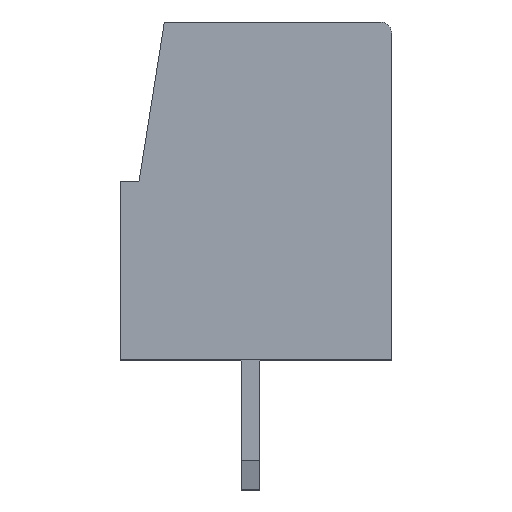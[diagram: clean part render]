
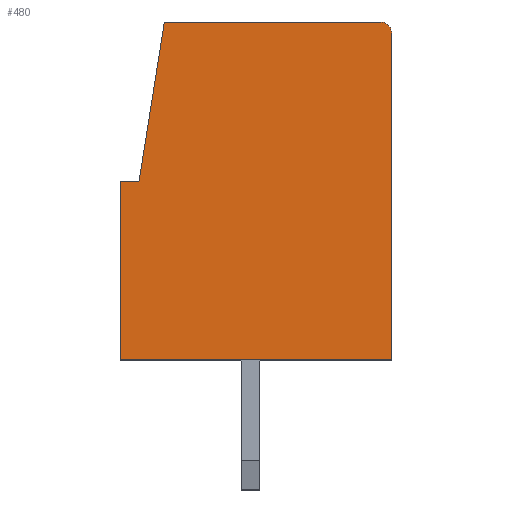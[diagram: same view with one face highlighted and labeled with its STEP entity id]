
A CAD part, left-side view. The second image highlights one B-rep face of the part: STEP entity #480.
In plain terms, the highlighted planar face has unit normal (-1, 0, 0).
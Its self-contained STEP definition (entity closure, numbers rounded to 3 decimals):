
#480 = ADVANCED_FACE( '', ( #1068 ), #1069, .F. );
#1068 = FACE_OUTER_BOUND( '', #1784, .T. );
#1069 = PLANE( '', #1785 );
#1784 = EDGE_LOOP( '', ( #3017, #3018, #3019, #3020, #3021, #3022, #3023 ) );
#1785 = AXIS2_PLACEMENT_3D( '', #3024, #3025, #3026 );
#3017 = ORIENTED_EDGE( '', *, *, #4744, .T. );
#3018 = ORIENTED_EDGE( '', *, *, #4770, .F. );
#3019 = ORIENTED_EDGE( '', *, *, #4807, .F. );
#3020 = ORIENTED_EDGE( '', *, *, #4612, .T. );
#3021 = ORIENTED_EDGE( '', *, *, #4808, .T. );
#3022 = ORIENTED_EDGE( '', *, *, #4594, .T. );
#3023 = ORIENTED_EDGE( '', *, *, #4809, .T. );
#3024 = CARTESIAN_POINT( '', ( -1.905, -11.88, 0. ) );
#3025 = DIRECTION( '', ( 1., 0., 0. ) );
#3026 = DIRECTION( '', ( 0., 0., 1. ) );
#4594 = EDGE_CURVE( '', #5605, #5606, #5607, .T. );
#4612 = EDGE_CURVE( '', #5637, #5638, #5639, .T. );
#4744 = EDGE_CURVE( '', #5849, #5847, #5850, .T. );
#4770 = EDGE_CURVE( '', #5888, #5847, #5890, .T. );
#4807 = EDGE_CURVE( '', #5637, #5888, #5941, .T. );
#4808 = EDGE_CURVE( '', #5638, #5605, #5942, .T. );
#4809 = EDGE_CURVE( '', #5606, #5849, #5943, .T. );
#5605 = VERTEX_POINT( '', #7030 );
#5606 = VERTEX_POINT( '', #7031 );
#5607 = LINE( '', #7032, #7033 );
#5637 = VERTEX_POINT( '', #7077 );
#5638 = VERTEX_POINT( '', #7078 );
#5639 = LINE( '', #7079, #7080 );
#5847 = VERTEX_POINT( '', #7377 );
#5849 = VERTEX_POINT( '', #7380 );
#5850 = LINE( '', #7381, #7382 );
#5888 = VERTEX_POINT( '', #7438 );
#5890 = CIRCLE( '', #7441, 0.3 );
#5941 = LINE( '', #7520, #7521 );
#5942 = LINE( '', #7522, #7523 );
#5943 = LINE( '', #7524, #7525 );
#7030 = CARTESIAN_POINT( '', ( -1.905, 0., 4.8 ) );
#7031 = CARTESIAN_POINT( '', ( -1.905, 0., 0. ) );
#7032 = CARTESIAN_POINT( '', ( -1.905, 0., 0. ) );
#7033 = VECTOR( '', #8478, 1000. );
#7077 = CARTESIAN_POINT( '', ( -1.905, -1.181, 9.1 ) );
#7078 = CARTESIAN_POINT( '', ( -1.905, -0.5, 4.8 ) );
#7079 = CARTESIAN_POINT( '', ( -1.905, 0.26, 0. ) );
#7080 = VECTOR( '', #8493, 1000. );
#7377 = CARTESIAN_POINT( '', ( -1.905, -7.3, 8.8 ) );
#7380 = CARTESIAN_POINT( '', ( -1.905, -7.3, 0. ) );
#7381 = CARTESIAN_POINT( '', ( -1.905, -7.3, 0. ) );
#7382 = VECTOR( '', #8626, 1000. );
#7438 = CARTESIAN_POINT( '', ( -1.905, -7., 9.1 ) );
#7441 = AXIS2_PLACEMENT_3D( '', #8646, #8647, #8648 );
#7520 = CARTESIAN_POINT( '', ( -1.905, -3.5, 9.1 ) );
#7521 = VECTOR( '', #8680, 1000. );
#7522 = CARTESIAN_POINT( '', ( -1.905, -3.5, 4.8 ) );
#7523 = VECTOR( '', #8681, 1000. );
#7524 = CARTESIAN_POINT( '', ( -1.905, -3.5, 0. ) );
#7525 = VECTOR( '', #8682, 1000. );
#8478 = DIRECTION( '', ( 0., 0., -1. ) );
#8493 = DIRECTION( '', ( 0., 0.156, -0.988 ) );
#8626 = DIRECTION( '', ( 0., 0., 1. ) );
#8646 = CARTESIAN_POINT( '', ( -1.905, -7., 8.8 ) );
#8647 = DIRECTION( '', ( 1., 0., 0. ) );
#8648 = DIRECTION( '', ( 0., -1., 0. ) );
#8680 = DIRECTION( '', ( 0., -1., 0. ) );
#8681 = DIRECTION( '', ( 0., 1., 0. ) );
#8682 = DIRECTION( '', ( 0., -1., 0. ) );
